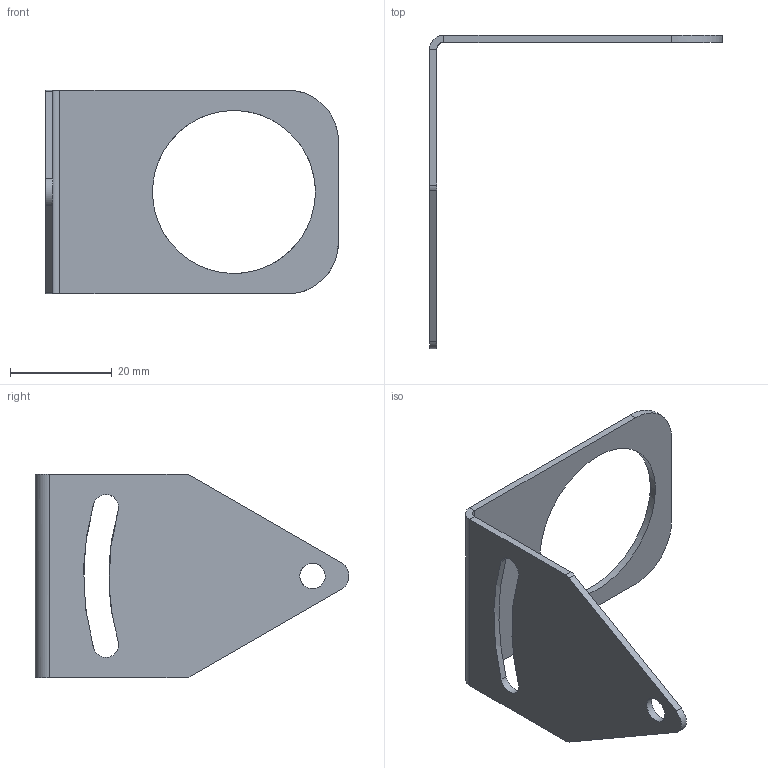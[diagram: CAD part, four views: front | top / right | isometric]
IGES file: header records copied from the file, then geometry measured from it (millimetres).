
Global section: file name: SBT-BW-M30; native system: Autodesk Inventor 2021; preprocessor: unknown; author: S. Sandt; organization: di-soric GmbH & Co. KG; date: 20220118.083001; units: millimetre
Bounding box: 57.5 x 61.64 x 40 mm (x, y, z)
Volume: 4299.4 mm3; surface area: 6793 mm2
Topology: 1 solids, 1 shells, 26 faces, 64 edges, 40 vertices
Faces by surface type: bspline 26
